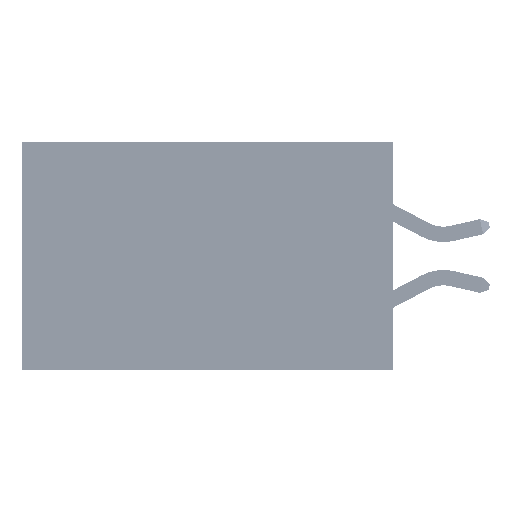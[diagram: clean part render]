
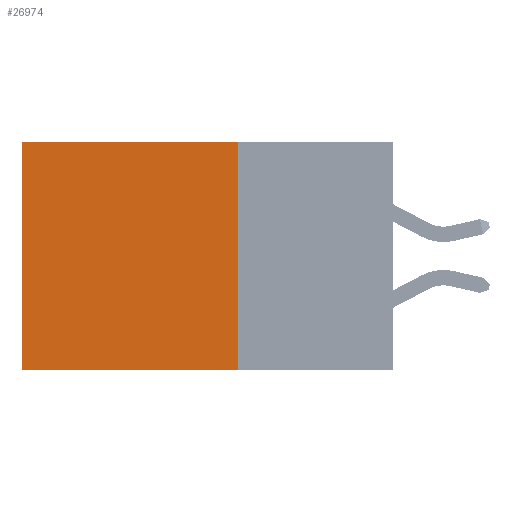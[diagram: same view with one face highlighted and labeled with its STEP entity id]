
A CAD part, left-side view. The second image highlights one B-rep face of the part: STEP entity #26974.
In plain terms, the highlighted planar face has unit normal (-1, 0, 0).
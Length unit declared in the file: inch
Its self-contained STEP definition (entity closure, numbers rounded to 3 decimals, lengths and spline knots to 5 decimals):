
#1812 = DIRECTION ( 'NONE',  ( 1., 0., 0. ) ) ;
#2589 = VECTOR ( 'NONE', #36637, 39.37008 ) ;
#3023 = LINE ( 'NONE', #27146, #41016 ) ;
#4527 = CARTESIAN_POINT ( 'NONE',  ( 0.2875, 0.6, 0. ) ) ;
#5629 = VERTEX_POINT ( 'NONE', #31714 ) ;
#6302 = LINE ( 'NONE', #27806, #11234 ) ;
#10585 = EDGE_CURVE ( 'NONE', #11095, #18655, #6302, .T. ) ;
#11095 = VERTEX_POINT ( 'NONE', #40403 ) ;
#11234 = VECTOR ( 'NONE', #24278, 39.37008 ) ;
#11822 = ORIENTED_EDGE ( 'NONE', *, *, #10585, .F. ) ;
#12134 = DIRECTION ( 'NONE',  ( 0., 0., -1. ) ) ;
#14573 = ORIENTED_EDGE ( 'NONE', *, *, #26173, .T. ) ;
#18248 = EDGE_LOOP ( 'NONE', ( #14573, #41211, #11822, #36269 ) ) ;
#18655 = VERTEX_POINT ( 'NONE', #29266 ) ;
#19147 = VERTEX_POINT ( 'NONE', #4527 ) ;
#21767 = EDGE_CURVE ( 'NONE', #18655, #5629, #42396, .T. ) ;
#24278 = DIRECTION ( 'NONE',  ( 0., 0., -1. ) ) ;
#25185 = CARTESIAN_POINT ( 'NONE',  ( 0.2875, 0.25, 0. ) ) ;
#26173 = EDGE_CURVE ( 'NONE', #19147, #5629, #29497, .T. ) ;
#26974 = ADVANCED_FACE ( 'NONE', ( #45442 ), #39185, .F. ) ;
#27146 = CARTESIAN_POINT ( 'NONE',  ( 0.2875, 0.25, 0. ) ) ;
#27205 = EDGE_CURVE ( 'NONE', #11095, #19147, #3023, .T. ) ;
#27806 = CARTESIAN_POINT ( 'NONE',  ( 0.2875, 0.25, 0. ) ) ;
#29266 = CARTESIAN_POINT ( 'NONE',  ( 0.2875, 0.25, -0.37 ) ) ;
#29497 = LINE ( 'NONE', #36183, #2589 ) ;
#29855 = AXIS2_PLACEMENT_3D ( 'NONE', #25185, #1812, #12134 ) ;
#30529 = DIRECTION ( 'NONE',  ( 0., 1., 0. ) ) ;
#31714 = CARTESIAN_POINT ( 'NONE',  ( 0.2875, 0.6, -0.37 ) ) ;
#35195 = VECTOR ( 'NONE', #38740, 39.37008 ) ;
#36183 = CARTESIAN_POINT ( 'NONE',  ( 0.2875, 0.6, 0. ) ) ;
#36269 = ORIENTED_EDGE ( 'NONE', *, *, #27205, .T. ) ;
#36637 = DIRECTION ( 'NONE',  ( 0., 0., -1. ) ) ;
#38740 = DIRECTION ( 'NONE',  ( 0., 1., 0. ) ) ;
#38892 = CARTESIAN_POINT ( 'NONE',  ( 0.2875, 0.25, -0.37 ) ) ;
#39185 = PLANE ( 'NONE',  #29855 ) ;
#40403 = CARTESIAN_POINT ( 'NONE',  ( 0.2875, 0.25, 0. ) ) ;
#41016 = VECTOR ( 'NONE', #30529, 39.37008 ) ;
#41211 = ORIENTED_EDGE ( 'NONE', *, *, #21767, .F. ) ;
#42396 = LINE ( 'NONE', #38892, #35195 ) ;
#45442 = FACE_OUTER_BOUND ( 'NONE', #18248, .T. ) ;
